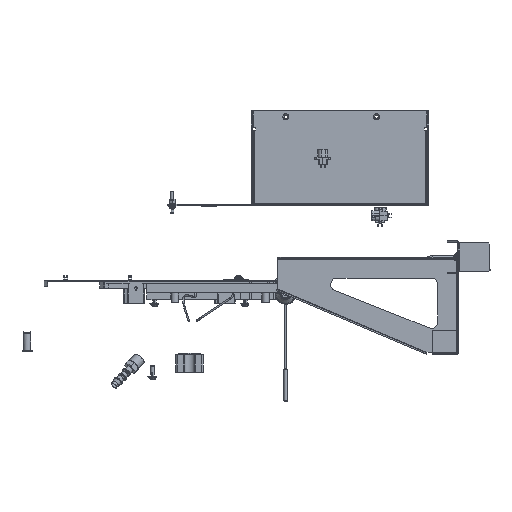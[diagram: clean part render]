
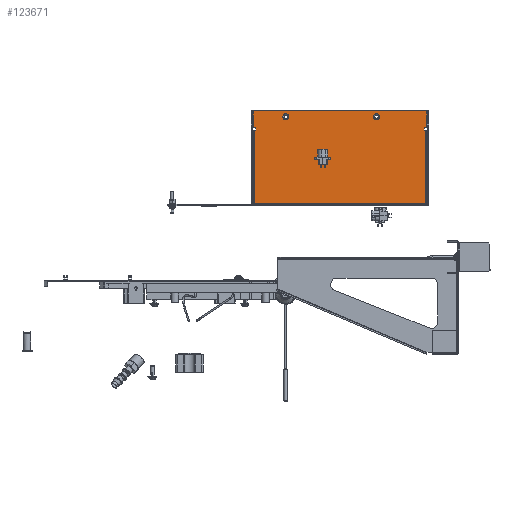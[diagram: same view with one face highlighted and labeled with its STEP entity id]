
A CAD part, left-side view. The second image highlights one B-rep face of the part: STEP entity #123671.
In plain terms, the highlighted planar face has unit normal (-1, 0, 0).
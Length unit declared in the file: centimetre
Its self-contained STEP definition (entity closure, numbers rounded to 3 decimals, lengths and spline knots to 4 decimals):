
#32163=VERTEX_POINT('',#255129);
#32166=VERTEX_POINT('',#255137);
#32276=VERTEX_POINT('',#255438);
#32277=VERTEX_POINT('',#255440);
#32279=VERTEX_POINT('',#255446);
#32281=VERTEX_POINT('',#255452);
#32284=VERTEX_POINT('',#255459);
#32285=VERTEX_POINT('',#255461);
#32287=VERTEX_POINT('',#255467);
#32289=VERTEX_POINT('',#255473);
#32295=VERTEX_POINT('',#255490);
#32296=VERTEX_POINT('',#255492);
#32347=VERTEX_POINT('',#255668);
#32349=VERTEX_POINT('',#255681);
#46210=EDGE_CURVE('',#32163,#32163,#135032,.T.);
#46213=EDGE_CURVE('',#32166,#32166,#135035,.T.);
#46355=EDGE_CURVE('',#32276,#32277,#142548,.T.);
#46359=EDGE_CURVE('',#32279,#32276,#142552,.T.);
#46362=EDGE_CURVE('',#32281,#32279,#142555,.T.);
#46365=EDGE_CURVE('',#32284,#32285,#142558,.T.);
#46369=EDGE_CURVE('',#32287,#32284,#142562,.T.);
#46372=EDGE_CURVE('',#32289,#32287,#142565,.T.);
#46374=EDGE_CURVE('',#32277,#32289,#142567,.T.);
#46381=EDGE_CURVE('',#32295,#32281,#142572,.T.);
#46382=EDGE_CURVE('',#32285,#32296,#142572,.T.);
#46479=EDGE_CURVE('',#32347,#32295,#142635,.T.);
#46484=EDGE_CURVE('',#32349,#32347,#142637,.T.);
#46485=EDGE_CURVE('',#32296,#32349,#142638,.T.);
#68987=ORIENTED_EDGE('',*,*,#46210,.T.);
#68988=ORIENTED_EDGE('',*,*,#46213,.T.);
#68989=ORIENTED_EDGE('',*,*,#46479,.F.);
#68990=ORIENTED_EDGE('',*,*,#46484,.F.);
#68991=ORIENTED_EDGE('',*,*,#46485,.F.);
#68992=ORIENTED_EDGE('',*,*,#46382,.F.);
#68993=ORIENTED_EDGE('',*,*,#46365,.F.);
#68994=ORIENTED_EDGE('',*,*,#46369,.F.);
#68995=ORIENTED_EDGE('',*,*,#46372,.F.);
#68996=ORIENTED_EDGE('',*,*,#46374,.F.);
#68997=ORIENTED_EDGE('',*,*,#46355,.F.);
#68998=ORIENTED_EDGE('',*,*,#46359,.F.);
#68999=ORIENTED_EDGE('',*,*,#46362,.F.);
#69000=ORIENTED_EDGE('',*,*,#46381,.F.);
#106160=EDGE_LOOP('',(#68987));
#106161=EDGE_LOOP('',(#68988));
#106162=EDGE_LOOP('',(#68989,#68990,#68991,#68992,#68993,#68994,#68995,#68996,
#68997,#68998,#68999,#69000));
#115069=FACE_BOUND('',#106160,.T.);
#115070=FACE_BOUND('',#106161,.T.);
#115071=FACE_BOUND('',#106162,.T.);
#123671=ADVANCED_FACE('',(#115069,#115070,#115071),#239998,.F.);
#135032=CIRCLE('',#210106,0.24);
#135035=CIRCLE('',#210111,0.24);
#142548=LINE('',#255439,#223262);
#142552=LINE('',#255447,#223266);
#142555=LINE('',#255453,#223269);
#142558=LINE('',#255460,#223272);
#142562=LINE('',#255468,#223276);
#142565=LINE('',#255474,#223279);
#142567=LINE('',#255477,#223281);
#142572=LINE('',#255491,#223286);
#142635=LINE('',#255671,#223349);
#142637=LINE('',#255680,#223351);
#142638=LINE('',#255682,#223352);
#210106=AXIS2_PLACEMENT_3D('',#255128,#320117,#320118);
#210111=AXIS2_PLACEMENT_3D('',#255136,#320127,#320128);
#210308=AXIS2_PLACEMENT_3D('',#255679,#320628,$);
#223262=VECTOR('',#320418,1.);
#223266=VECTOR('',#320423,1.);
#223269=VECTOR('',#320427,1.);
#223272=VECTOR('',#320431,1.);
#223276=VECTOR('',#320436,1.);
#223279=VECTOR('',#320440,1.);
#223281=VECTOR('',#320443,1.);
#223286=VECTOR('',#320453,1.);
#223349=VECTOR('',#320617,1.);
#223351=VECTOR('',#320629,1.);
#223352=VECTOR('',#320630,1.);
#239998=PLANE('',#210308);
#255128=CARTESIAN_POINT('',(-26.4551,-16.2209,7.05));
#255129=CARTESIAN_POINT('',(-26.4551,-16.2209,7.29));
#255136=CARTESIAN_POINT('',(-26.4551,-9.0209,7.05));
#255137=CARTESIAN_POINT('',(-26.4551,-9.0209,7.29));
#255438=CARTESIAN_POINT('',(-26.4551,-6.4109,6.2));
#255439=CARTESIAN_POINT('',(-26.4551,-6.4109,6.2));
#255440=CARTESIAN_POINT('',(-26.4551,-6.4109,7.52));
#255446=CARTESIAN_POINT('',(-26.4551,-6.6109,6.2));
#255447=CARTESIAN_POINT('',(-26.4551,-6.6109,6.2));
#255452=CARTESIAN_POINT('',(-26.4551,-6.6109,6.));
#255453=CARTESIAN_POINT('',(-26.4551,-6.6109,6.));
#255459=CARTESIAN_POINT('',(-26.4551,-20.0109,6.2));
#255460=CARTESIAN_POINT('',(-26.4551,-20.0109,6.2));
#255461=CARTESIAN_POINT('',(-26.4551,-20.0109,6.));
#255467=CARTESIAN_POINT('',(-26.4551,-20.2109,6.2));
#255468=CARTESIAN_POINT('',(-26.4551,-20.2109,6.2));
#255473=CARTESIAN_POINT('',(-26.4551,-20.2109,7.52));
#255474=CARTESIAN_POINT('',(-26.4551,-20.2109,7.52));
#255477=CARTESIAN_POINT('',(-26.4551,-6.4109,7.52));
#255490=CARTESIAN_POINT('',(-26.4551,-6.5109,6.));
#255491=CARTESIAN_POINT('',(-26.4551,-20.2609,6.));
#255492=CARTESIAN_POINT('',(-26.4551,-20.1109,6.));
#255668=CARTESIAN_POINT('',(-26.4551,-6.5109,0.15));
#255671=CARTESIAN_POINT('',(-26.4551,-6.5109,4.5225));
#255679=CARTESIAN_POINT('',(-26.4551,-13.3109,3.045));
#255680=CARTESIAN_POINT('',(-26.4551,-9.8359,0.15));
#255681=CARTESIAN_POINT('',(-26.4551,-20.1109,0.15));
#255682=CARTESIAN_POINT('',(-26.4551,-20.1109,1.5975));
#320117=DIRECTION('',(1.,0.,0.));
#320118=DIRECTION('',(0.,0.,0.24));
#320127=DIRECTION('',(1.,0.,0.));
#320128=DIRECTION('',(0.,0.,0.24));
#320418=DIRECTION('',(0.,0.,1.));
#320423=DIRECTION('',(0.,1.,0.));
#320427=DIRECTION('',(0.,0.,1.));
#320431=DIRECTION('',(0.,0.,-1.));
#320436=DIRECTION('',(0.,1.,0.));
#320440=DIRECTION('',(0.,0.,-1.));
#320443=DIRECTION('',(0.,-1.,0.));
#320453=DIRECTION('',(0.,-1.,0.));
#320617=DIRECTION('',(0.,0.,1.));
#320628=DIRECTION('',(1.,0.,0.));
#320629=DIRECTION('',(0.,1.,0.));
#320630=DIRECTION('',(0.,0.,-1.));
